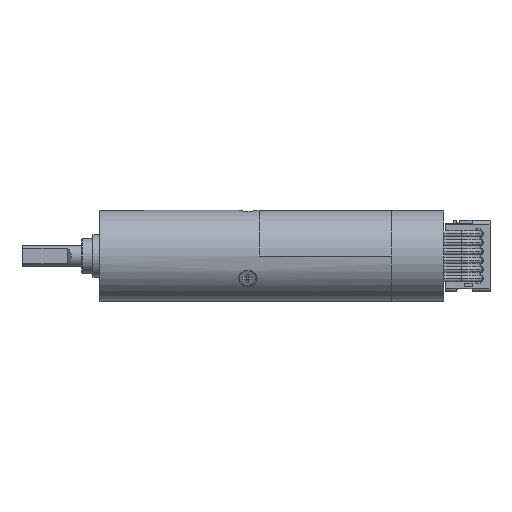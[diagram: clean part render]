
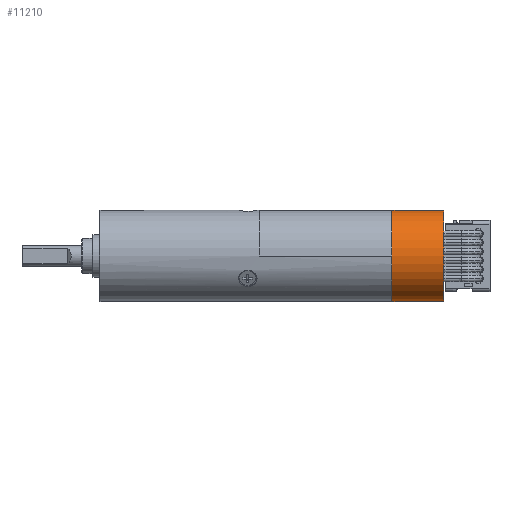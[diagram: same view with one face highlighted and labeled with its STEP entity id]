
A CAD part, front view. The second image highlights one B-rep face of the part: STEP entity #11210.
In plain terms, the highlighted cylindrical face has radius 6.505 mm (diameter 13.01 mm), a partial arc.
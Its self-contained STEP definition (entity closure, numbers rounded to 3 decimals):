
#1000=CARTESIAN_POINT('',(24.4,0.,0.));
#1001=DIRECTION('',(1.,0.,0.));
#1002=DIRECTION('',(0.,0.,1.));
#1003=AXIS2_PLACEMENT_3D('',#1000,#1001,#1002);
#1005=DIRECTION('',(1.,0.,0.));
#1006=VECTOR('',#1005,7.4);
#1007=CARTESIAN_POINT('',(24.4,0.,-6.505));
#1008=LINE('',#1007,#1006);
#1009=DIRECTION('',(1.,0.,0.));
#1010=VECTOR('',#1009,7.4);
#1011=CARTESIAN_POINT('',(24.4,0.,6.505));
#1012=LINE('',#1011,#1010);
#1018=CARTESIAN_POINT('',(31.8,0.,0.));
#1019=DIRECTION('',(1.,0.,0.));
#1020=DIRECTION('',(0.,0.,1.));
#1021=AXIS2_PLACEMENT_3D('',#1018,#1019,#1020);
#8213=CARTESIAN_POINT('',(24.4,0.,-6.505));
#8214=CARTESIAN_POINT('',(24.4,0.,6.505));
#8215=VERTEX_POINT('',#8213);
#8216=VERTEX_POINT('',#8214);
#8217=CARTESIAN_POINT('',(31.8,0.,-6.505));
#8218=CARTESIAN_POINT('',(31.8,0.,6.505));
#8219=VERTEX_POINT('',#8217);
#8220=VERTEX_POINT('',#8218);
#11198=CARTESIAN_POINT('',(24.4,0.,0.));
#11199=DIRECTION('',(1.,0.,0.));
#11200=DIRECTION('',(0.,0.,-1.));
#11201=AXIS2_PLACEMENT_3D('',#11198,#11199,#11200);
#11202=CYLINDRICAL_SURFACE('',#11201,6.505);
#11203=ORIENTED_EDGE('',*,*,#11174,.F.);
#11204=ORIENTED_EDGE('',*,*,#11193,.T.);
#11206=ORIENTED_EDGE('',*,*,#11205,.T.);
#11207=ORIENTED_EDGE('',*,*,#11189,.F.);
#11208=EDGE_LOOP('',(#11203,#11204,#11206,#11207));
#11209=FACE_OUTER_BOUND('',#11208,.F.);
#11210=ADVANCED_FACE('',(#11209),#11202,.T.);
#1004=CIRCLE('',#1003,6.505);
#1022=CIRCLE('',#1021,6.505);
#11174=EDGE_CURVE('',#8216,#8215,#1004,.T.);
#11189=EDGE_CURVE('',#8215,#8219,#1008,.T.);
#11193=EDGE_CURVE('',#8216,#8220,#1012,.T.);
#11205=EDGE_CURVE('',#8220,#8219,#1022,.T.);
